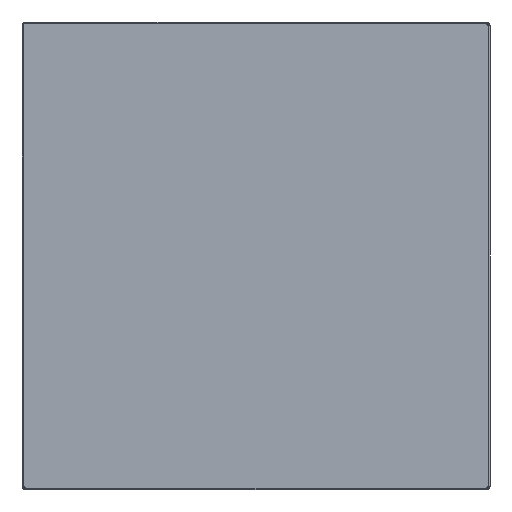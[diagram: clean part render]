
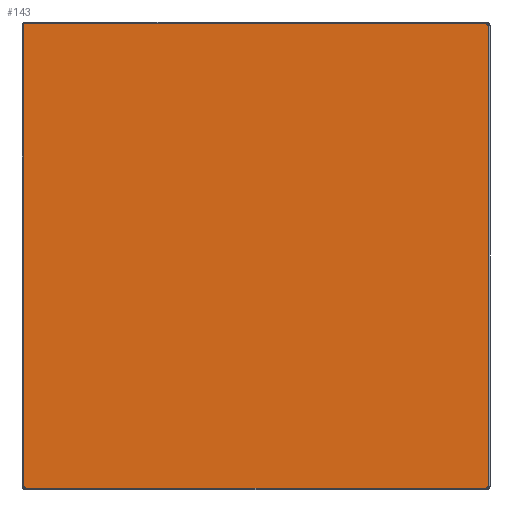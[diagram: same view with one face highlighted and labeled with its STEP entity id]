
A CAD part, top view. The second image highlights one B-rep face of the part: STEP entity #143.
In plain terms, the highlighted planar face has unit normal (0, 0, 1).
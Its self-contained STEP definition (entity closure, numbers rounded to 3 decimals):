
#143=ADVANCED_FACE('',(#209),#185,.T.);
#185=PLANE('',#748);
#209=FACE_OUTER_BOUND('',#251,.T.);
#251=EDGE_LOOP('',(#305,#306,#307,#308));
#305=ORIENTED_EDGE('',*,*,#523,.T.);
#306=ORIENTED_EDGE('',*,*,#527,.T.);
#307=ORIENTED_EDGE('',*,*,#530,.T.);
#308=ORIENTED_EDGE('',*,*,#532,.T.);
#471=VERTEX_POINT('',#907);
#472=VERTEX_POINT('',#909);
#474=VERTEX_POINT('',#915);
#476=VERTEX_POINT('',#921);
#523=EDGE_CURVE('',#472,#471,#613,.T.);
#527=EDGE_CURVE('',#471,#474,#617,.T.);
#530=EDGE_CURVE('',#474,#476,#620,.T.);
#532=EDGE_CURVE('',#476,#472,#622,.T.);
#613=LINE('',#908,#679);
#617=LINE('',#916,#683);
#620=LINE('',#922,#686);
#622=LINE('',#925,#688);
#679=VECTOR('',#778,1.);
#683=VECTOR('',#784,1.);
#686=VECTOR('',#789,1.);
#688=VECTOR('',#793,1.);
#748=AXIS2_PLACEMENT_3D('',#927,#796,#797);
#778=DIRECTION('',(0.,-1.,0.));
#784=DIRECTION('',(1.,0.,0.));
#789=DIRECTION('',(0.,1.,0.));
#793=DIRECTION('',(-1.,0.,0.));
#796=DIRECTION('',(0.,0.,1.));
#797=DIRECTION('',(1.,0.,0.));
#907=CARTESIAN_POINT('',(-115.5,-115.5,60.));
#908=CARTESIAN_POINT('',(-115.5,0.,60.));
#909=CARTESIAN_POINT('',(-115.5,115.5,60.));
#915=CARTESIAN_POINT('',(115.5,-115.5,60.));
#916=CARTESIAN_POINT('',(0.,-115.5,60.));
#921=CARTESIAN_POINT('',(115.5,115.5,60.));
#922=CARTESIAN_POINT('',(115.5,0.,60.));
#925=CARTESIAN_POINT('',(0.,115.5,60.));
#927=CARTESIAN_POINT('',(0.,0.,60.));
